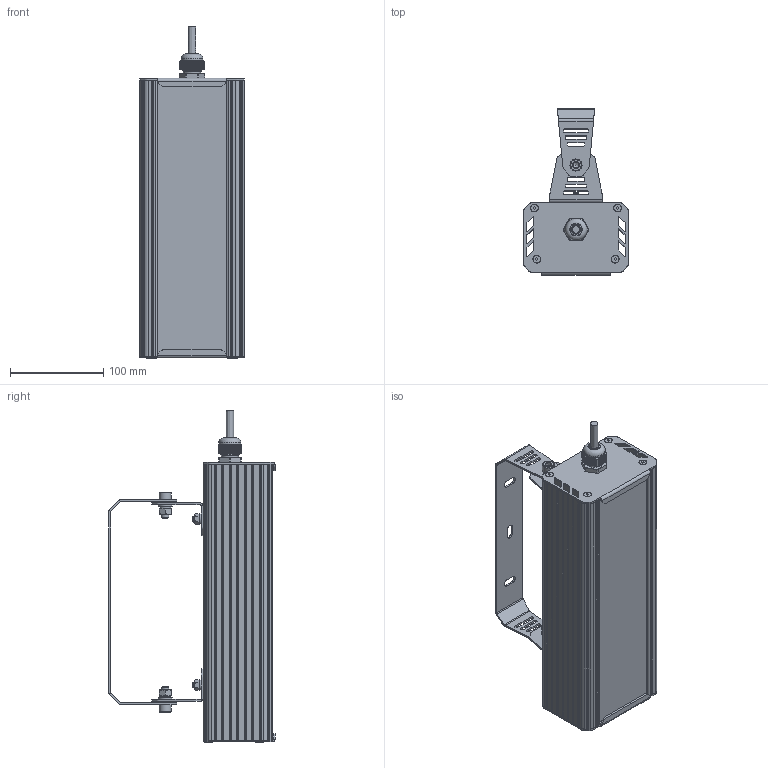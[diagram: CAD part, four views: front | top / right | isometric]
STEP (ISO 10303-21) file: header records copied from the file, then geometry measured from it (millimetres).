
FILE_DESCRIPTION(('STEP AP214'), '1');
FILE_NAME('001.0070.09.000 - ÃÑÏ-Ïðèìà-40', '2023-09-25T05:41:41', ('Ëóêîíèí Å Ï'), ('ÎÊÁ Ñâîé Ñòèëü'), 'C3D Converter', 'C3D Toolkit', '');
FILE_SCHEMA(('AUTOMOTIVE_DESIGN { 1 0 10303 214 3 1 1}'));
Length unit declared in the file: millimetre
Products named in the file (39): 001.0070.09.000
Assembly tree (129 placements, depth 4):
  001.0070.09.000
    (unnamed)
      (unnamed)
      (unnamed)
      (unnamed)  x4
      (unnamed)
      (unnamed)  x12
      (unnamed)  x52
      (unnamed)  x4
      (unnamed)  x4
      (unnamed)  x4
      (unnamed)  x4
      (unnamed)  x4
      (unnamed)  x4
      (unnamed)  x4
      (unnamed)  x4
      (unnamed)
      (unnamed)
      (unnamed)
      (unnamed)
        (unnamed)
    (unnamed)
      (unnamed)
      (unnamed)
      (unnamed)  x2
      (unnamed)
      (unnamed)
      (unnamed)
      (unnamed)
      (unnamed)
      (unnamed)
      (unnamed)
      (unnamed)
      (unnamed)  x2
      (unnamed)
      (unnamed)
      (unnamed)
      (unnamed)
      (unnamed)
Bounding box: 112.19 x 178.44 x 356 mm (x, y, z)
Volume: 624492.3 mm3; surface area: 548227.5 mm2
Topology: 171 solids, 171 shells, 2766 faces, 7179 edges, 4823 vertices
Faces by surface type: plane 1705, cylinder 917, cone 98, bspline 21, torus 13, sphere 12
Full cylindrical faces by diameter (mm): 1 x12, 2 x8, 2.5 x16, 2.8 x100, 3.2 x12, 3.5 x20, 4 x8, 4.917 x2, 6 x4, 6.6 x2, 6.647 x2, 8 x10, 8.5 x4, 9 x4, 11 x2, 12 x1, 12.5 x1, 13 x2, 15 x4, 16 x1, 18.5 x3, 20 x1, 23.5 x1
Entity records: 97926 total; most frequent: CARTESIAN_POINT 42538, DIRECTION 10202, ORIENTED_EDGE 9948, EDGE_CURVE 4974, AXIS2_PLACEMENT_3D 3635, VERTEX_POINT 3418, LINE 2932, VECTOR 2932
